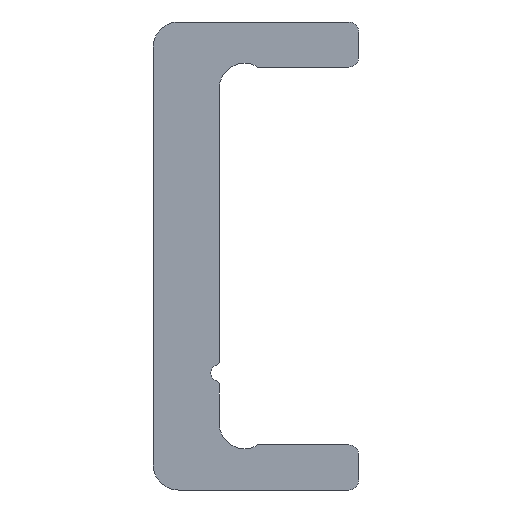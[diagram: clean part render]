
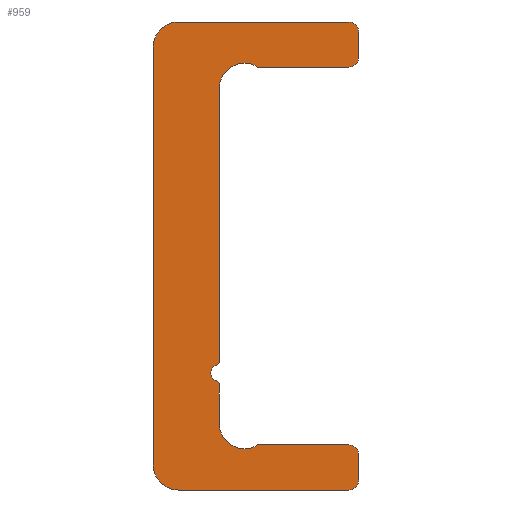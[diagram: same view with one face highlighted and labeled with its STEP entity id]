
A CAD part, left-side view. The second image highlights one B-rep face of the part: STEP entity #959.
In plain terms, the highlighted planar face has unit normal (-1, 0, 0).
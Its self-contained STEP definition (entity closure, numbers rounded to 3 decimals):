
#288=CARTESIAN_POINT('',(0.0,-6.15,-13.4));
#289=VERTEX_POINT('',#288);
#296=CARTESIAN_POINT('',(0.0,-5.55,-14.));
#297=VERTEX_POINT('',#296);
#298=CARTESIAN_POINT('',(0.0,-5.55,-13.4));
#299=DIRECTION('',(1.0,0.0,0.0));
#300=DIRECTION('',(0.0,-1.0,0.0));
#301=AXIS2_PLACEMENT_3D('',#298,#299,#300);
#302=CIRCLE('',#301,0.6);
#303=EDGE_CURVE('',#289,#297,#302,.T.);
#327=CARTESIAN_POINT('',(0.0,-6.15,-11.9));
#328=VERTEX_POINT('',#327);
#335=CARTESIAN_POINT('',(0.0,-6.15,-11.9));
#336=DIRECTION('',(0.0,0.0,-1.0));
#337=VECTOR('',#336,1.5);
#338=LINE('',#335,#337);
#339=EDGE_CURVE('',#328,#289,#338,.T.);
#359=CARTESIAN_POINT('',(0.0,-5.55,-11.3));
#360=VERTEX_POINT('',#359);
#367=CARTESIAN_POINT('',(0.0,-5.55,-11.9));
#368=DIRECTION('',(1.0,0.0,0.0));
#369=DIRECTION('',(0.0,0.0,1.0));
#370=AXIS2_PLACEMENT_3D('',#367,#368,#369);
#371=CIRCLE('',#370,0.6);
#372=EDGE_CURVE('',#360,#328,#371,.T.);
#391=CARTESIAN_POINT('',(0.0,-0.098,-11.3));
#392=VERTEX_POINT('',#391);
#399=CARTESIAN_POINT('',(0.0,-0.098,-11.3));
#400=DIRECTION('',(0.0,-1.0,0.0));
#401=VECTOR('',#400,5.452);
#402=LINE('',#399,#401);
#403=EDGE_CURVE('',#392,#360,#402,.T.);
#423=CARTESIAN_POINT('',(0.0,2.2,-10.03));
#424=VERTEX_POINT('',#423);
#431=CARTESIAN_POINT('',(0.0,0.7,-10.03));
#432=DIRECTION('',(-1.0,0.0,0.0));
#433=DIRECTION('',(0.0,0.532,0.847));
#434=AXIS2_PLACEMENT_3D('',#431,#432,#433);
#435=CIRCLE('',#434,1.5);
#436=EDGE_CURVE('',#424,#392,#435,.T.);
#455=CARTESIAN_POINT('',(0.0,2.2,-7.707));
#456=VERTEX_POINT('',#455);
#463=CARTESIAN_POINT('',(0.0,2.2,-7.707));
#464=DIRECTION('',(0.0,0.0,-1.0));
#465=VECTOR('',#464,2.323);
#466=LINE('',#463,#465);
#467=EDGE_CURVE('',#456,#424,#466,.T.);
#487=CARTESIAN_POINT('',(0.0,2.367,-7.471));
#488=VERTEX_POINT('',#487);
#495=CARTESIAN_POINT('',(0.0,2.45,-7.707));
#496=DIRECTION('',(1.0,0.0,0.0));
#497=DIRECTION('',(0.0,-0.333,0.943));
#498=AXIS2_PLACEMENT_3D('',#495,#496,#497);
#499=CIRCLE('',#498,0.25);
#500=EDGE_CURVE('',#488,#456,#499,.T.);
#520=CARTESIAN_POINT('',(0.0,2.367,-6.529));
#521=VERTEX_POINT('',#520);
#528=CARTESIAN_POINT('',(0.0,2.2,-7.));
#529=DIRECTION('',(-1.0,0.0,0.0));
#530=DIRECTION('',(0.0,-0.333,0.943));
#531=AXIS2_PLACEMENT_3D('',#528,#529,#530);
#532=CIRCLE('',#531,0.5);
#533=EDGE_CURVE('',#521,#488,#532,.T.);
#553=CARTESIAN_POINT('',(0.0,2.2,-6.293));
#554=VERTEX_POINT('',#553);
#561=CARTESIAN_POINT('',(0.0,2.45,-6.293));
#562=DIRECTION('',(1.0,0.0,0.0));
#563=DIRECTION('',(0.0,-1.0,0.0));
#564=AXIS2_PLACEMENT_3D('',#561,#562,#563);
#565=CIRCLE('',#564,0.25);
#566=EDGE_CURVE('',#554,#521,#565,.T.);
#585=CARTESIAN_POINT('',(0.0,2.2,10.03));
#586=VERTEX_POINT('',#585);
#593=CARTESIAN_POINT('',(0.0,2.2,10.03));
#594=DIRECTION('',(0.0,0.0,-1.0));
#595=VECTOR('',#594,16.323);
#596=LINE('',#593,#595);
#597=EDGE_CURVE('',#586,#554,#596,.T.);
#626=CARTESIAN_POINT('',(0.0,-0.098,11.3));
#627=VERTEX_POINT('',#626);
#634=CARTESIAN_POINT('',(0.0,0.7,10.03));
#635=DIRECTION('',(-1.0,0.0,0.0));
#636=DIRECTION('',(0.0,-1.0,0.0));
#637=AXIS2_PLACEMENT_3D('',#634,#635,#636);
#638=CIRCLE('',#637,1.5);
#639=EDGE_CURVE('',#627,#586,#638,.T.);
#658=CARTESIAN_POINT('',(0.0,-5.55,11.3));
#659=VERTEX_POINT('',#658);
#666=CARTESIAN_POINT('',(0.0,-5.55,11.3));
#667=DIRECTION('',(0.0,1.0,0.0));
#668=VECTOR('',#667,5.452);
#669=LINE('',#666,#668);
#670=EDGE_CURVE('',#659,#627,#669,.T.);
#690=CARTESIAN_POINT('',(0.0,-6.15,11.9));
#691=VERTEX_POINT('',#690);
#698=CARTESIAN_POINT('',(0.0,-5.55,11.9));
#699=DIRECTION('',(1.0,0.0,0.0));
#700=DIRECTION('',(0.0,-1.0,0.0));
#701=AXIS2_PLACEMENT_3D('',#698,#699,#700);
#702=CIRCLE('',#701,0.6);
#703=EDGE_CURVE('',#691,#659,#702,.T.);
#722=CARTESIAN_POINT('',(0.0,-6.15,13.4));
#723=VERTEX_POINT('',#722);
#730=CARTESIAN_POINT('',(0.0,-6.15,13.4));
#731=DIRECTION('',(0.0,0.0,-1.0));
#732=VECTOR('',#731,1.5);
#733=LINE('',#730,#732);
#734=EDGE_CURVE('',#723,#691,#733,.T.);
#754=CARTESIAN_POINT('',(0.0,-5.55,14.));
#755=VERTEX_POINT('',#754);
#762=CARTESIAN_POINT('',(0.0,-5.55,13.4));
#763=DIRECTION('',(1.0,0.0,0.0));
#764=DIRECTION('',(0.0,0.0,1.0));
#765=AXIS2_PLACEMENT_3D('',#762,#763,#764);
#766=CIRCLE('',#765,0.6);
#767=EDGE_CURVE('',#755,#723,#766,.T.);
#786=CARTESIAN_POINT('',(0.0,4.65,14.));
#787=VERTEX_POINT('',#786);
#794=CARTESIAN_POINT('',(0.0,4.65,14.));
#795=DIRECTION('',(0.0,-1.0,0.0));
#796=VECTOR('',#795,10.2);
#797=LINE('',#794,#796);
#798=EDGE_CURVE('',#787,#755,#797,.T.);
#818=CARTESIAN_POINT('',(0.0,6.15,12.5));
#819=VERTEX_POINT('',#818);
#826=CARTESIAN_POINT('',(0.0,4.65,12.5));
#827=DIRECTION('',(1.0,0.0,0.0));
#828=DIRECTION('',(0.0,1.0,0.0));
#829=AXIS2_PLACEMENT_3D('',#826,#827,#828);
#830=CIRCLE('',#829,1.5);
#831=EDGE_CURVE('',#819,#787,#830,.T.);
#850=CARTESIAN_POINT('',(0.0,6.15,-12.5));
#851=VERTEX_POINT('',#850);
#858=CARTESIAN_POINT('',(0.0,6.15,-12.5));
#859=DIRECTION('',(0.0,0.0,1.0));
#860=VECTOR('',#859,25.);
#861=LINE('',#858,#860);
#862=EDGE_CURVE('',#851,#819,#861,.T.);
#891=CARTESIAN_POINT('',(0.0,4.65,-14.));
#892=VERTEX_POINT('',#891);
#899=CARTESIAN_POINT('',(0.0,4.65,-12.5));
#900=DIRECTION('',(1.0,0.0,0.0));
#901=DIRECTION('',(0.0,0.0,-1.0));
#902=AXIS2_PLACEMENT_3D('',#899,#900,#901);
#903=CIRCLE('',#902,1.5);
#904=EDGE_CURVE('',#892,#851,#903,.T.);
#922=CARTESIAN_POINT('',(0.0,-5.55,-14.));
#923=DIRECTION('',(0.0,1.0,0.0));
#924=VECTOR('',#923,10.2);
#925=LINE('',#922,#924);
#926=EDGE_CURVE('',#297,#892,#925,.T.);
#932=CARTESIAN_POINT('',(0.0,1.616,-0.032));
#933=DIRECTION('',(1.0,0.0,0.0));
#934=DIRECTION('',(0.0,0.0,-1.0));
#935=AXIS2_PLACEMENT_3D('',#932,#933,#934);
#936=PLANE('',#935);
#937=ORIENTED_EDGE('',*,*,#926,.F.);
#938=ORIENTED_EDGE('',*,*,#303,.F.);
#939=ORIENTED_EDGE('',*,*,#339,.F.);
#940=ORIENTED_EDGE('',*,*,#372,.F.);
#941=ORIENTED_EDGE('',*,*,#403,.F.);
#942=ORIENTED_EDGE('',*,*,#436,.F.);
#943=ORIENTED_EDGE('',*,*,#467,.F.);
#944=ORIENTED_EDGE('',*,*,#500,.F.);
#945=ORIENTED_EDGE('',*,*,#533,.F.);
#946=ORIENTED_EDGE('',*,*,#566,.F.);
#947=ORIENTED_EDGE('',*,*,#597,.F.);
#948=ORIENTED_EDGE('',*,*,#639,.F.);
#949=ORIENTED_EDGE('',*,*,#670,.F.);
#950=ORIENTED_EDGE('',*,*,#703,.F.);
#951=ORIENTED_EDGE('',*,*,#734,.F.);
#952=ORIENTED_EDGE('',*,*,#767,.F.);
#953=ORIENTED_EDGE('',*,*,#798,.F.);
#954=ORIENTED_EDGE('',*,*,#831,.F.);
#955=ORIENTED_EDGE('',*,*,#862,.F.);
#956=ORIENTED_EDGE('',*,*,#904,.F.);
#957=EDGE_LOOP('',(#937,#938,#939,#940,#941,#942,#943,#944,#945,#946,#947,#948,#949,#950,#951,#952,#953,#954,#955,#956));
#958=FACE_OUTER_BOUND('',#957,.T.);
#959=ADVANCED_FACE('',(#958),#936,.F.);
